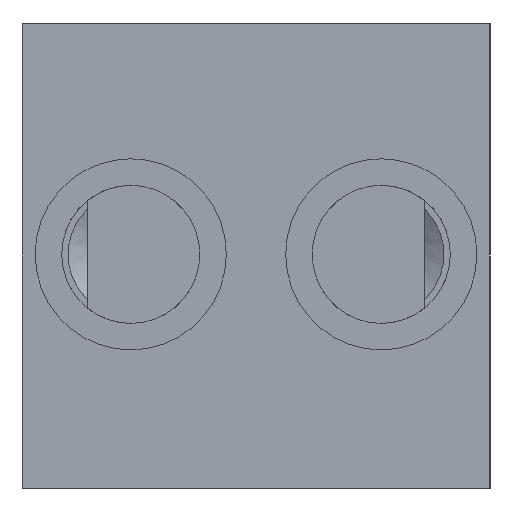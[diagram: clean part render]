
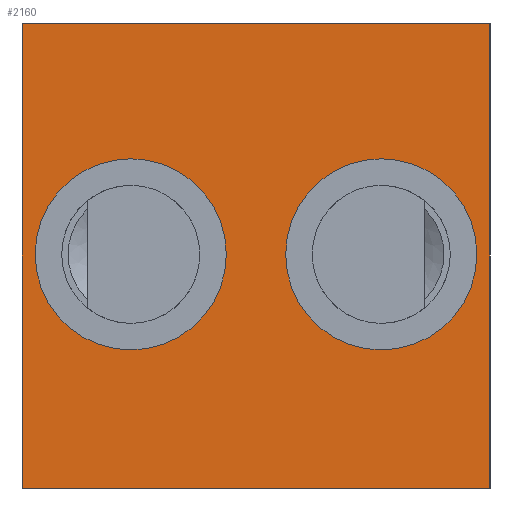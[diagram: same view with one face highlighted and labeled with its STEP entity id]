
A CAD part, left-side view. The second image highlights one B-rep face of the part: STEP entity #2160.
In plain terms, the highlighted planar face has unit normal (-1, 0, 0).
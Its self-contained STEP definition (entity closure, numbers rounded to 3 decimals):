
#255=LINE('',#3612,#367);
#257=LINE('',#3616,#369);
#258=LINE('',#3618,#370);
#259=LINE('',#3620,#371);
#367=VECTOR('',#2830,1000.);
#369=VECTOR('',#2834,1000.);
#370=VECTOR('',#2835,1000.);
#371=VECTOR('',#2836,1000.);
#560=ORIENTED_EDGE('',*,*,#1095,.T.);
#561=ORIENTED_EDGE('',*,*,#1097,.F.);
#562=ORIENTED_EDGE('',*,*,#1098,.F.);
#563=ORIENTED_EDGE('',*,*,#1099,.F.);
#564=ORIENTED_EDGE('',*,*,#1100,.T.);
#565=ORIENTED_EDGE('',*,*,#1101,.T.);
#1095=EDGE_CURVE('',#1357,#1356,#255,.T.);
#1097=EDGE_CURVE('',#1358,#1356,#257,.T.);
#1098=EDGE_CURVE('',#1359,#1358,#258,.T.);
#1099=EDGE_CURVE('',#1357,#1359,#259,.T.);
#1100=EDGE_CURVE('',#1360,#1360,#1462,.T.);
#1101=EDGE_CURVE('',#1361,#1361,#1463,.T.);
#1356=VERTEX_POINT('',#3611);
#1357=VERTEX_POINT('',#3613);
#1358=VERTEX_POINT('',#3617);
#1359=VERTEX_POINT('',#3619);
#1360=VERTEX_POINT('',#3622);
#1361=VERTEX_POINT('',#3624);
#1462=CIRCLE('',#2362,14.5);
#1463=CIRCLE('',#2363,14.5);
#1606=EDGE_LOOP('',(#560,#561,#562,#563));
#1607=EDGE_LOOP('',(#564));
#1608=EDGE_LOOP('',(#565));
#1846=FACE_BOUND('',#1606,.T.);
#1847=FACE_BOUND('',#1607,.T.);
#1848=FACE_BOUND('',#1608,.T.);
#2084=PLANE('',#2361);
#2160=ADVANCED_FACE('',(#1846,#1847,#1848),#2084,.F.);
#2361=AXIS2_PLACEMENT_3D('',#3615,#2832,#2833);
#2362=AXIS2_PLACEMENT_3D('',#3621,#2837,#2838);
#2363=AXIS2_PLACEMENT_3D('',#3623,#2839,#2840);
#2830=DIRECTION('',(0.,0.,-1.));
#2832=DIRECTION('',(1.,0.,0.));
#2833=DIRECTION('',(0.,0.,-1.));
#2834=DIRECTION('',(0.,1.,0.));
#2835=DIRECTION('',(0.,0.,-1.));
#2836=DIRECTION('',(0.,-1.,0.));
#2837=DIRECTION('',(1.,0.,0.));
#2838=DIRECTION('',(0.,1.,0.));
#2839=DIRECTION('',(1.,0.,0.));
#2840=DIRECTION('',(0.,1.,0.));
#3611=CARTESIAN_POINT('',(355.5,71.,45.));
#3612=CARTESIAN_POINT('',(355.5,71.,80.25));
#3613=CARTESIAN_POINT('',(355.5,71.,115.5));
#3615=CARTESIAN_POINT('',(355.5,35.5,80.25));
#3616=CARTESIAN_POINT('',(355.5,35.5,45.));
#3617=CARTESIAN_POINT('',(355.5,0.,45.));
#3618=CARTESIAN_POINT('',(355.5,0.,80.25));
#3619=CARTESIAN_POINT('',(355.5,0.,115.5));
#3620=CARTESIAN_POINT('',(355.5,35.5,115.5));
#3621=CARTESIAN_POINT('',(355.5,54.5,80.5));
#3622=CARTESIAN_POINT('',(355.5,69.,80.5));
#3623=CARTESIAN_POINT('',(355.5,16.5,80.5));
#3624=CARTESIAN_POINT('',(355.5,31.,80.5));
